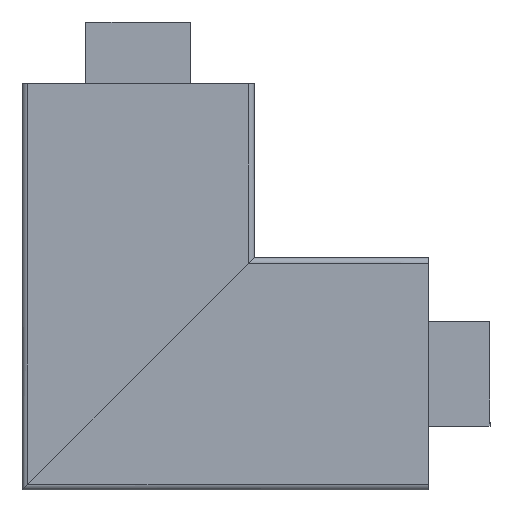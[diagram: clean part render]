
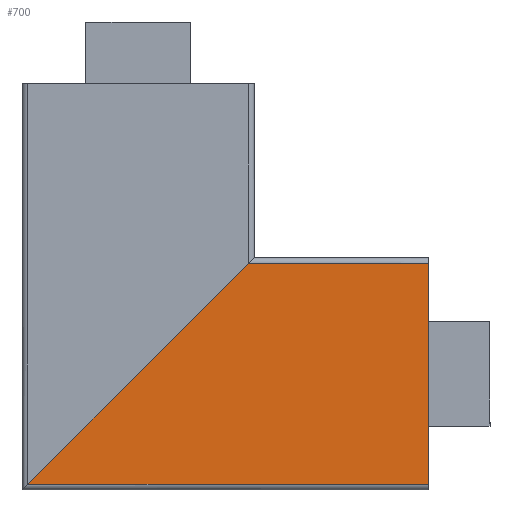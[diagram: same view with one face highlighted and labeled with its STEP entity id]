
A CAD part, front view. The second image highlights one B-rep face of the part: STEP entity #700.
In plain terms, the highlighted planar face has unit normal (0, -1, 0).
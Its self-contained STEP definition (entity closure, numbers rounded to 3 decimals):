
#62 = LINE ( 'NONE', #2338, #396 ) ;
#86 = CARTESIAN_POINT ( 'NONE',  ( 47.5, -53., -97.5 ) ) ;
#210 = EDGE_CURVE ( 'NONE', #2469, #3149, #316, .T. ) ;
#218 = EDGE_CURVE ( 'NONE', #3591, #2236, #2519, .T. ) ;
#230 = VECTOR ( 'NONE', #1347, 1000. ) ;
#232 = ORIENTED_EDGE ( 'NONE', *, *, #218, .T. ) ;
#316 = LINE ( 'NONE', #1356, #1762 ) ;
#396 = VECTOR ( 'NONE', #2484, 1000. ) ;
#700 = ADVANCED_FACE ( 'NONE', ( #2203 ), #3500, .F. ) ;
#724 = CARTESIAN_POINT ( 'NONE',  ( -47.5, -53., -175. ) ) ;
#912 = AXIS2_PLACEMENT_3D ( 'NONE', #3482, #3481, #3475 ) ;
#1347 = DIRECTION ( 'NONE',  ( 0., 0., 1. ) ) ;
#1352 = DIRECTION ( 'NONE',  ( 0., 0., -1. ) ) ;
#1356 = CARTESIAN_POINT ( 'NONE',  ( -47.5, -53., 1000. ) ) ;
#1391 = CARTESIAN_POINT ( 'NONE',  ( 47.5, -53., 1000. ) ) ;
#1393 = CARTESIAN_POINT ( 'NONE',  ( -47.5, -53., -2.5 ) ) ;
#1640 = EDGE_LOOP ( 'NONE', ( #3222, #2003, #232, #1965 ) ) ;
#1762 = VECTOR ( 'NONE', #1352, 1000. ) ;
#1965 = ORIENTED_EDGE ( 'NONE', *, *, #2798, .T. ) ;
#2003 = ORIENTED_EDGE ( 'NONE', *, *, #3665, .T. ) ;
#2203 = FACE_OUTER_BOUND ( 'NONE', #1640, .T. ) ;
#2236 = VERTEX_POINT ( 'NONE', #86 ) ;
#2296 = DIRECTION ( 'NONE',  ( 1., 0., 0. ) ) ;
#2313 = VECTOR ( 'NONE', #2296, 1000. ) ;
#2338 = CARTESIAN_POINT ( 'NONE',  ( -50., -53., 0. ) ) ;
#2398 = CARTESIAN_POINT ( 'NONE',  ( 50., -53., -175. ) ) ;
#2469 = VERTEX_POINT ( 'NONE', #1393 ) ;
#2484 = DIRECTION ( 'NONE',  ( -0.707, 0., 0.707 ) ) ;
#2519 = LINE ( 'NONE', #1391, #230 ) ;
#2798 = EDGE_CURVE ( 'NONE', #2236, #2469, #62, .T. ) ;
#3036 = LINE ( 'NONE', #2398, #2313 ) ;
#3149 = VERTEX_POINT ( 'NONE', #724 ) ;
#3217 = CARTESIAN_POINT ( 'NONE',  ( 47.5, -53., -175. ) ) ;
#3222 = ORIENTED_EDGE ( 'NONE', *, *, #210, .T. ) ;
#3475 = DIRECTION ( 'NONE',  ( 0., 0., 1. ) ) ;
#3481 = DIRECTION ( 'NONE',  ( 0., 1., 0. ) ) ;
#3482 = CARTESIAN_POINT ( 'NONE',  ( 0., -53., 1000. ) ) ;
#3500 = PLANE ( 'NONE',  #912 ) ;
#3591 = VERTEX_POINT ( 'NONE', #3217 ) ;
#3665 = EDGE_CURVE ( 'NONE', #3149, #3591, #3036, .T. ) ;
